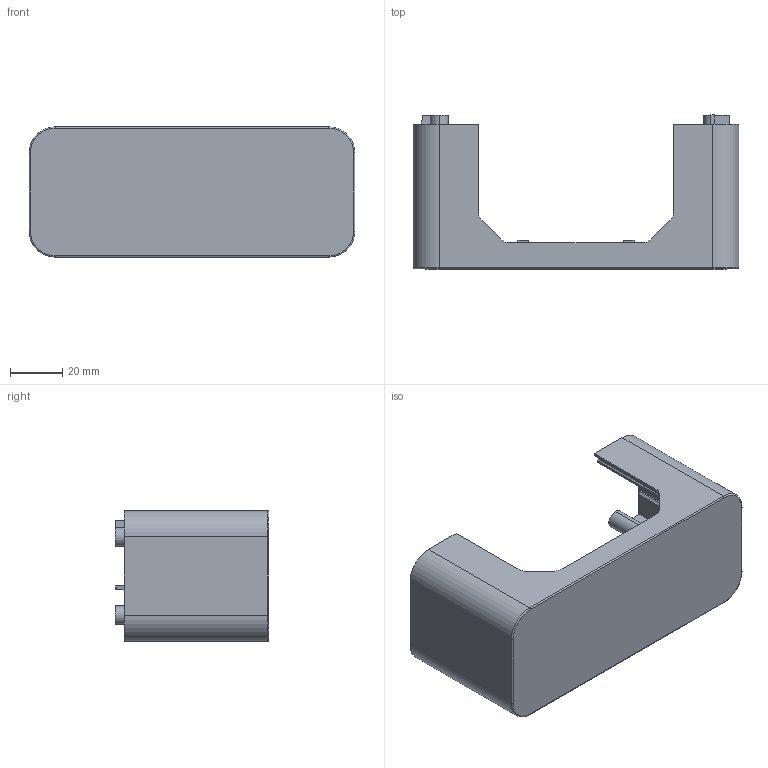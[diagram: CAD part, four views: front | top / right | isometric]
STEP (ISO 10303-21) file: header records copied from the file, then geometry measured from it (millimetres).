
FILE_DESCRIPTION (( 'STEP AP203' ), '1' );
FILE_NAME ('MKII Lower Shell.STEP', '2018-04-20T14:51:58', ( '' ), ( '' ), 'SwSTEP 2.0', 'SolidWorks 2017', '' );
FILE_SCHEMA (( 'CONFIG_CONTROL_DESIGN' ));
Length unit declared in the file: millimetre
Products named in the file (1): MKII Lower Shell
Bounding box: 125 x 59 x 50 mm (x, y, z)
Volume: 47759.4 mm3; surface area: 45300.9 mm2
Topology: 1 solids, 1 shells, 630 faces, 1711 edges, 1128 vertices
Faces by surface type: plane 381, bspline 213, cylinder 32, torus 4
Entity records: 29534 total; most frequent: CARTESIAN_POINT 14971, ORIENTED_EDGE 3422, DIRECTION 2197, EDGE_CURVE 1711, LINE 1209, VECTOR 1209, VERTEX_POINT 1128, EDGE_LOOP 675
